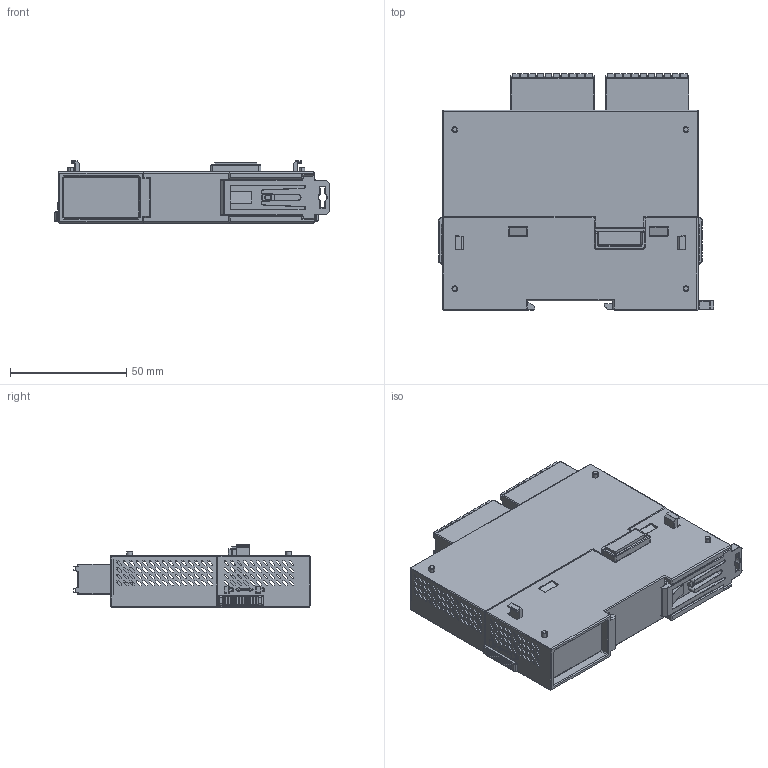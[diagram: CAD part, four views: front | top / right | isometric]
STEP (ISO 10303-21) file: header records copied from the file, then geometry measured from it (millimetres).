
FILE_DESCRIPTION((''),'2;1');
FILE_NAME('_20001_ASM','2024-09-19T10:55:44',('ruiwe'),(''),'CREO PARAMETRIC BY PTC INC, 2021063','CREO PARAMETRIC BY PTC INC, 2021063','');
FILE_SCHEMA(('CONFIG_CONTROL_DESIGN','SHAPE_APPEARANCE_LAYERS_GROUPS'));
Products named in the file (8): _20004; _20005; 320002; _10001; 0005; 0002; ECIO-2X1000; _20001_ASM
Assembly tree (9 placements, depth 2):
  _20001_ASM
    _20004
    _20005
    320002
    _10001
    0005
    0002  x2
    ECIO-2X1000  x2
Bounding box: 118.48 x 101.8 x 26.7 mm (x, y, z)
Volume: 86909.4 mm3; surface area: 95788.7 mm2
Topology: 9 solids, 9 shells, 5725 faces, 14826 edges, 9392 vertices
Faces by surface type: plane 3954, cylinder 1187, cone 212, torus 144, sphere 119, bspline 109
Entity records: 179640 total; most frequent: CARTESIAN_POINT 33804, ORIENTED_EDGE 24966, DIRECTION 23254, EDGE_CURVE 12483, VECTOR 10220, LINE 10220, VERTEX_POINT 7896, AXIS2_PLACEMENT_3D 6517
